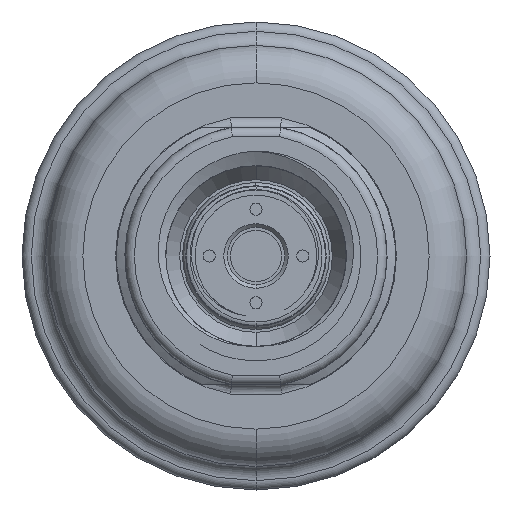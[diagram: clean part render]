
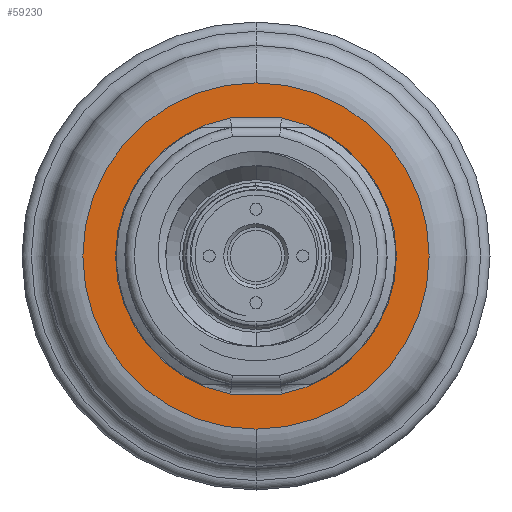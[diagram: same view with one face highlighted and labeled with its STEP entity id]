
A CAD part, front view. The second image highlights one B-rep face of the part: STEP entity #59230.
In plain terms, the highlighted planar face has unit normal (0, -1, 0).
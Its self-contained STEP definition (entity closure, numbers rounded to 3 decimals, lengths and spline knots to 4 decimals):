
#19333=CARTESIAN_POINT('',(0.,-0.1181,0.));
#19334=DIRECTION('',(0.,-1.,0.));
#19335=DIRECTION('',(0.,0.,-1.));
#19336=AXIS2_PLACEMENT_3D('',#19333,#19334,#19335);
#19338=CARTESIAN_POINT('',(0.,-0.1181,0.));
#19339=DIRECTION('',(0.,-1.,0.));
#19340=DIRECTION('',(0.,0.,1.));
#19341=AXIS2_PLACEMENT_3D('',#19338,#19339,#19340);
#19343=CARTESIAN_POINT('',(0.,-0.1181,0.));
#19344=DIRECTION('',(0.,-1.,0.));
#19345=DIRECTION('',(-0.182,0.,0.983));
#19346=AXIS2_PLACEMENT_3D('',#19343,#19344,#19345);
#19348=DIRECTION('',(1.,0.,0.));
#19349=VECTOR('',#19348,0.2147);
#19350=CARTESIAN_POINT('',(-0.1074,-0.1181,
-0.5807));
#19351=LINE('',#19350,#19349);
#19352=CARTESIAN_POINT('',(0.,-0.1181,0.));
#19353=DIRECTION('',(0.,-1.,0.));
#19354=DIRECTION('',(0.182,0.,-0.983));
#19355=AXIS2_PLACEMENT_3D('',#19352,#19353,#19354);
#19357=DIRECTION('',(-1.,0.,0.));
#19358=VECTOR('',#19357,0.2147);
#19359=CARTESIAN_POINT('',(0.1074,-0.1181,
0.5807));
#19360=LINE('',#19359,#19358);
#36222=CARTESIAN_POINT('',(-0.1074,-0.1181,
0.5807));
#36223=CARTESIAN_POINT('',(-0.1074,-0.1181,
-0.5807));
#36224=VERTEX_POINT('',#36222);
#36225=VERTEX_POINT('',#36223);
#36230=CARTESIAN_POINT('',(0.1074,-0.1181,
-0.5807));
#36231=CARTESIAN_POINT('',(0.1074,-0.1181,
0.5807));
#36232=VERTEX_POINT('',#36230);
#36233=VERTEX_POINT('',#36231);
#36563=CARTESIAN_POINT('',(0.,-0.1181,-0.7283));
#36564=CARTESIAN_POINT('',(0.,-0.1181,0.7283));
#36565=VERTEX_POINT('',#36563);
#36566=VERTEX_POINT('',#36564);
#59210=CARTESIAN_POINT('',(0.,-0.1181,0.));
#59211=DIRECTION('',(0.,-1.,0.));
#59212=DIRECTION('',(0.,0.,1.));
#59213=AXIS2_PLACEMENT_3D('',#59210,#59211,#59212);
#59214=PLANE('',#59213);
#59216=ORIENTED_EDGE('',*,*,#59215,.F.);
#59218=ORIENTED_EDGE('',*,*,#59217,.F.);
#59219=EDGE_LOOP('',(#59216,#59218));
#59220=FACE_OUTER_BOUND('',#59219,.F.);
#59221=ORIENTED_EDGE('',*,*,#59200,.T.);
#59223=ORIENTED_EDGE('',*,*,#59222,.T.);
#59225=ORIENTED_EDGE('',*,*,#59224,.T.);
#59227=ORIENTED_EDGE('',*,*,#59226,.T.);
#59228=EDGE_LOOP('',(#59221,#59223,#59225,#59227));
#59229=FACE_BOUND('',#59228,.F.);
#59230=ADVANCED_FACE('',(#59220,#59229),#59214,.T.);
#19337=CIRCLE('',#19336,0.7283);
#19342=CIRCLE('',#19341,0.7283);
#19347=CIRCLE('',#19346,0.5906);
#19356=CIRCLE('',#19355,0.5906);
#59200=EDGE_CURVE('',#36224,#36225,#19347,.T.);
#59215=EDGE_CURVE('',#36565,#36566,#19337,.T.);
#59217=EDGE_CURVE('',#36566,#36565,#19342,.T.);
#59222=EDGE_CURVE('',#36225,#36232,#19351,.T.);
#59224=EDGE_CURVE('',#36232,#36233,#19356,.T.);
#59226=EDGE_CURVE('',#36233,#36224,#19360,.T.);
